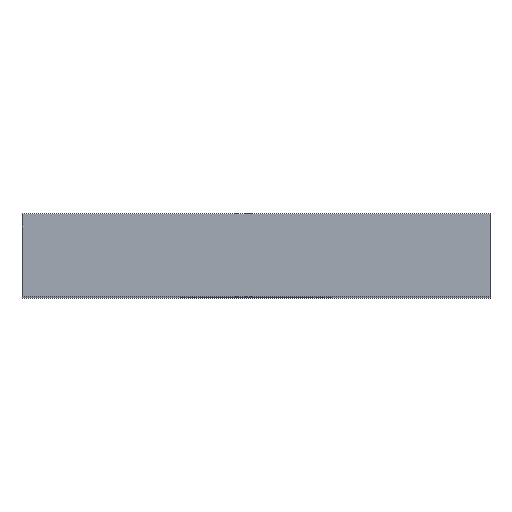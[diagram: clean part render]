
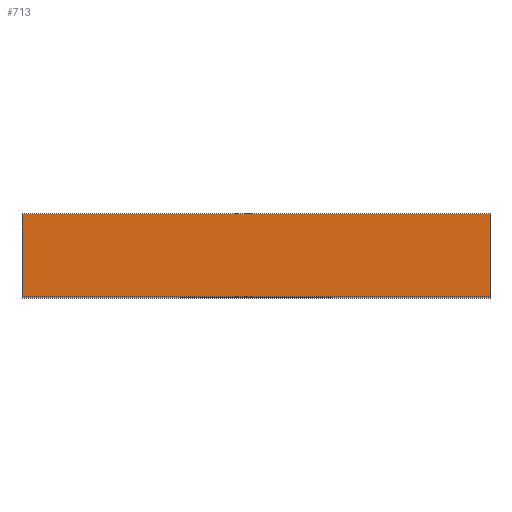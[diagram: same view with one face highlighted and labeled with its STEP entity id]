
A CAD part, top view. The second image highlights one B-rep face of the part: STEP entity #713.
In plain terms, the highlighted planar face has unit normal (0, 0, 1).
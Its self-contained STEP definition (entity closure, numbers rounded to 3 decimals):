
#6 = DIRECTION ( 'NONE',  ( 0., 0., -1. ) ) ;
#26 = VERTEX_POINT ( 'NONE', #861 ) ;
#48 = VERTEX_POINT ( 'NONE', #179 ) ;
#108 = DIRECTION ( 'NONE',  ( 0., -1., 0. ) ) ;
#123 = LINE ( 'NONE', #875, #950 ) ;
#156 = ORIENTED_EDGE ( 'NONE', *, *, #224, .F. ) ;
#173 = DIRECTION ( 'NONE',  ( 1., 0., 0. ) ) ;
#179 = CARTESIAN_POINT ( 'NONE',  ( 8.5, 1.5, 16.5 ) ) ;
#187 = VERTEX_POINT ( 'NONE', #640 ) ;
#222 = LINE ( 'NONE', #520, #877 ) ;
#224 = EDGE_CURVE ( 'NONE', #48, #187, #123, .T. ) ;
#245 = AXIS2_PLACEMENT_3D ( 'NONE', #610, #6, #320 ) ;
#292 = VECTOR ( 'NONE', #873, 1000. ) ;
#320 = DIRECTION ( 'NONE',  ( -1., 0., 0. ) ) ;
#372 = ORIENTED_EDGE ( 'NONE', *, *, #858, .F. ) ;
#390 = CARTESIAN_POINT ( 'NONE',  ( -8.5, -1.5, 16.5 ) ) ;
#394 = CARTESIAN_POINT ( 'NONE',  ( -8.5, 1.5, 16.5 ) ) ;
#481 = EDGE_LOOP ( 'NONE', ( #598, #156, #372, #885 ) ) ;
#520 = CARTESIAN_POINT ( 'NONE',  ( -8.5, 1.5, 16.5 ) ) ;
#556 = LINE ( 'NONE', #797, #292 ) ;
#598 = ORIENTED_EDGE ( 'NONE', *, *, #717, .T. ) ;
#610 = CARTESIAN_POINT ( 'NONE',  ( -8.5, 1.5, 16.5 ) ) ;
#640 = CARTESIAN_POINT ( 'NONE',  ( 8.5, -1.5, 16.5 ) ) ;
#711 = VERTEX_POINT ( 'NONE', #394 ) ;
#713 = ADVANCED_FACE ( 'NONE', ( #765 ), #864, .F. ) ;
#717 = EDGE_CURVE ( 'NONE', #26, #187, #934, .T. ) ;
#756 = DIRECTION ( 'NONE',  ( 0., -1., 0. ) ) ;
#765 = FACE_OUTER_BOUND ( 'NONE', #481, .T. ) ;
#797 = CARTESIAN_POINT ( 'NONE',  ( -8.5, 1.5, 16.5 ) ) ;
#844 = VECTOR ( 'NONE', #173, 1000. ) ;
#858 = EDGE_CURVE ( 'NONE', #711, #48, #556, .T. ) ;
#861 = CARTESIAN_POINT ( 'NONE',  ( -8.5, -1.5, 16.5 ) ) ;
#864 = PLANE ( 'NONE',  #245 ) ;
#873 = DIRECTION ( 'NONE',  ( 1., 0., 0. ) ) ;
#875 = CARTESIAN_POINT ( 'NONE',  ( 8.5, 1.5, 16.5 ) ) ;
#877 = VECTOR ( 'NONE', #756, 1000. ) ;
#885 = ORIENTED_EDGE ( 'NONE', *, *, #980, .T. ) ;
#934 = LINE ( 'NONE', #390, #844 ) ;
#950 = VECTOR ( 'NONE', #108, 1000. ) ;
#980 = EDGE_CURVE ( 'NONE', #711, #26, #222, .T. ) ;
